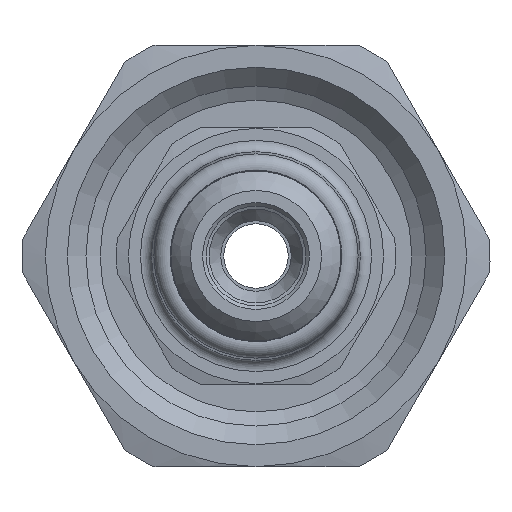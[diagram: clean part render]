
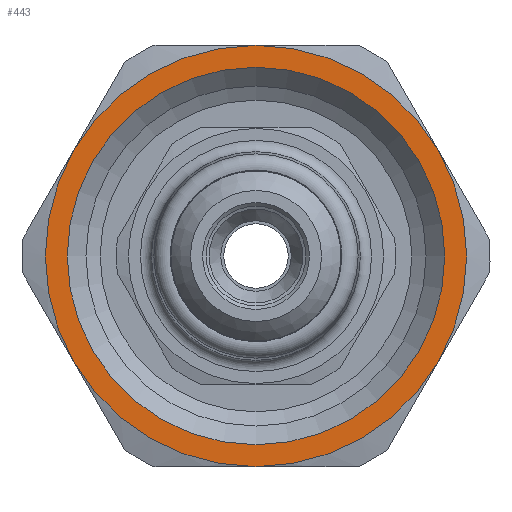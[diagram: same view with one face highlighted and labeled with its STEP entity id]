
A CAD part, left-side view. The second image highlights one B-rep face of the part: STEP entity #443.
In plain terms, the highlighted face is planar.
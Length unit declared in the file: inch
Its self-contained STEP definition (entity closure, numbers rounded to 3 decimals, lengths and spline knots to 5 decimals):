
#443=ADVANCED_FACE('',(#678,#679),#680,.T.);
#678=FACE_BOUND('',#1008,.T.);
#679=FACE_OUTER_BOUND('',#1009,.T.);
#680=PLANE('',#1010);
#1008=EDGE_LOOP('',(#1546));
#1009=EDGE_LOOP('',(#1547));
#1010=AXIS2_PLACEMENT_3D('',#1548,#1549,#1550);
#1546=ORIENTED_EDGE('',*,*,#2227,.T.);
#1547=ORIENTED_EDGE('',*,*,#2228,.T.);
#1548=CARTESIAN_POINT('',(0.09795,0.76132,-1.00927));
#1549=DIRECTION('',(0.0,0.0,-1.0));
#1550=DIRECTION('',(1.0,0.0,0.0));
#2227=EDGE_CURVE('',#2577,#2577,#2578,.F.);
#2228=EDGE_CURVE('',#2579,#2579,#2580,.T.);
#2577=VERTEX_POINT('',#3182);
#2578=CIRCLE('',#3183,0.504);
#2579=VERTEX_POINT('',#3184);
#2580=CIRCLE('',#3185,0.5625);
#3182=CARTESIAN_POINT('',(-0.40605,0.76132,-1.00927));
#3183=AXIS2_PLACEMENT_3D('',#3867,#3868,#3869);
#3184=CARTESIAN_POINT('',(0.66045,0.76132,-1.00927));
#3185=AXIS2_PLACEMENT_3D('',#3870,#3871,#3872);
#3867=CARTESIAN_POINT('',(0.09795,0.76132,-1.00927));
#3868=DIRECTION('',(0.0,0.0,-1.0));
#3869=DIRECTION('',(-1.0,0.0,0.0));
#3870=CARTESIAN_POINT('',(0.09795,0.76132,-1.00927));
#3871=DIRECTION('',(0.0,0.0,-1.0));
#3872=DIRECTION('',(1.0,0.0,0.0));
